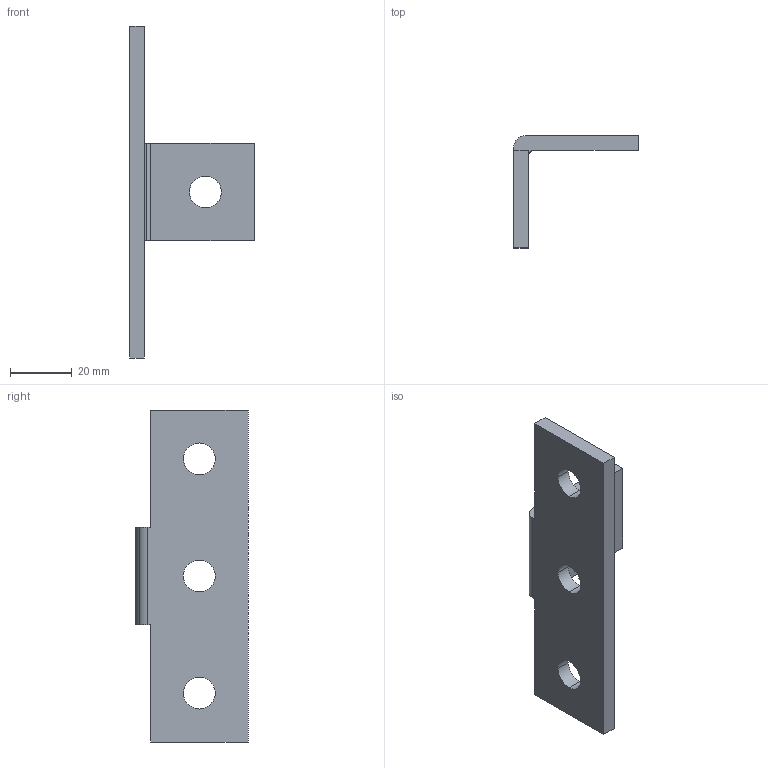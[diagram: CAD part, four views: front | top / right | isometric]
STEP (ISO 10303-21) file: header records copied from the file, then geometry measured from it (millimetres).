
FILE_DESCRIPTION(('TurboCAD Mac Pro'),'Build 980');
FILE_NAME('A1033.stp',' ',(''),(''),'ACIS Interop','IMSI','TurboCAD Mac Pro BY IMSI, INCORPORATED');
FILE_SCHEMA(('automotive_design'));
Length unit declared in the file: inch
Products named in the file (1): 1
Bounding box: 40.48 x 36.51 x 107.94 mm (x, y, z)
Volume: 20776.8 mm3; surface area: 11004.6 mm2
Topology: 1 solids, 1 shells, 32 faces, 90 edges, 60 vertices
Faces by surface type: bspline 16, plane 12, cylinder 4
Entity records: 1414 total; most frequent: CARTESIAN_POINT 391, ORIENTED_EDGE 180, DIRECTION 100, EDGE_CURVE 90, VERTEX_POINT 60, LINE 50, VECTOR 50, EDGE_LOOP 40
